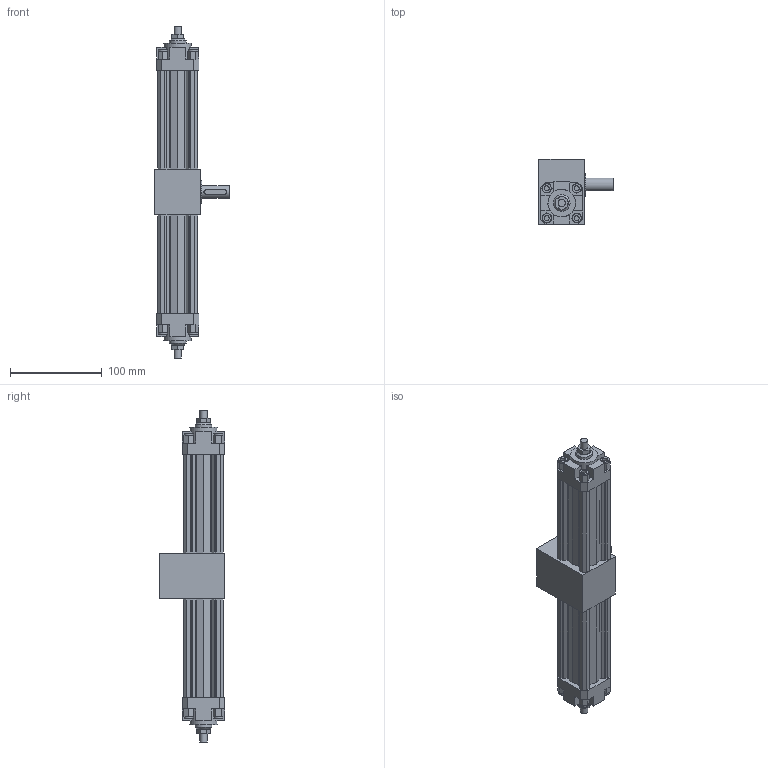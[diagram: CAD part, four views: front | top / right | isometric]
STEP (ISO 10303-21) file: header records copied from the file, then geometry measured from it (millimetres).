
FILE_DESCRIPTION(/* description */ ('CIL.ROTANTE d.32 270Gr. MAGN.'),/* implementation_level */ '2;1');
FILE_NAME(/* name */ '1332_32_270_01R.stp',/* time_stamp */ '2017-03-20T08:33:32+01:00',/* author */ ('Maniean1'),/* organization */ ('Pneumax S.p.A.'),/* preprocessor_version */ 'ST-DEVELOPER v15.2',/* originating_system */ 'Autodesk Inventor 2014',/* authorisation */ '');
FILE_SCHEMA (('AUTOMOTIVE_DESIGN { 1 0 10303 214 3 1 1 }'));
Length unit declared in the file: millimetre
Products named in the file (1): 1332_32_270_01R
Bounding box: 81 x 71 x 361 mm (x, y, z)
Volume: 569356.1 mm3; surface area: 97619.8 mm2
Topology: 1 solids, 1 shells, 348 faces, 879 edges, 578 vertices
Faces by surface type: plane 289, cylinder 53, cone 6
Full cylindrical faces by diameter (mm): 4.2 x1, 4.917 x8, 5.5 x8, 8 x2, 8.566 x2, 9.7 x8, 14 x1, 18 x2, 25 x1, 30 x2
Entity records: 10086 total; most frequent: CARTESIAN_POINT 1777, DIRECTION 1668, ORIENTED_EDGE 1654, EDGE_CURVE 827, LINE 680, VECTOR 680, VERTEX_POINT 567, AXIS2_PLACEMENT_3D 494
